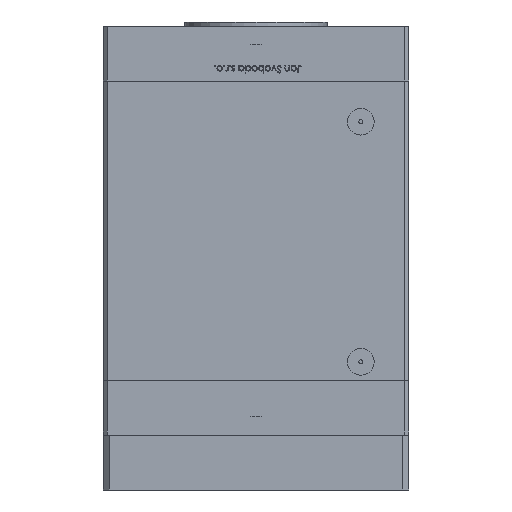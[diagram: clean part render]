
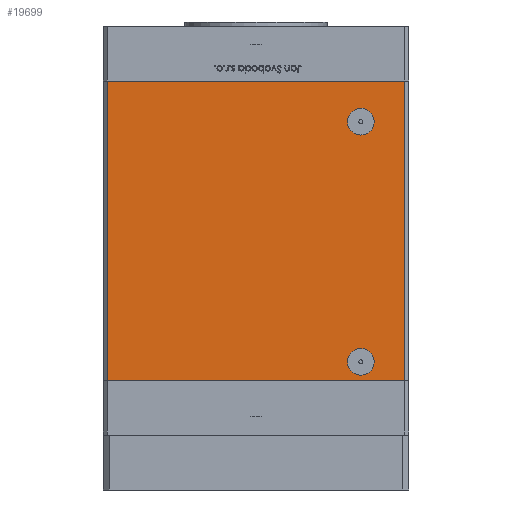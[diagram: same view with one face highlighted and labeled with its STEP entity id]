
A CAD part, front view. The second image highlights one B-rep face of the part: STEP entity #19699.
In plain terms, the highlighted planar face has unit normal (0, -1, 0).
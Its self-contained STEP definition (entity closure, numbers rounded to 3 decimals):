
#328 = DIRECTION ( 'NONE',  ( 0., 1., 0. ) ) ;
#2091 = VERTEX_POINT ( 'NONE', #9442 ) ;
#2318 = VECTOR ( 'NONE', #20696, 1000. ) ;
#3022 = CARTESIAN_POINT ( 'NONE',  ( -73., -62.5, 0. ) ) ;
#5285 = EDGE_LOOP ( 'NONE', ( #17856, #7903 ) ) ;
#5788 = CIRCLE ( 'NONE', #42925, 6.58 ) ;
#6077 = AXIS2_PLACEMENT_3D ( 'NONE', #52529, #41128, #32184 ) ;
#6765 = CIRCLE ( 'NONE', #7651, 6.58 ) ;
#7492 = FACE_BOUND ( 'NONE', #5285, .T. ) ;
#7508 = EDGE_CURVE ( 'NONE', #2091, #35586, #49778, .T. ) ;
#7599 = VECTOR ( 'NONE', #53042, 1000. ) ;
#7651 = AXIS2_PLACEMENT_3D ( 'NONE', #52534, #44653, #40334 ) ;
#7903 = ORIENTED_EDGE ( 'NONE', *, *, #34764, .T. ) ;
#8267 = CARTESIAN_POINT ( 'NONE',  ( 73., -62.5, 147. ) ) ;
#8451 = CARTESIAN_POINT ( 'NONE',  ( 51.5, -62.5, 127. ) ) ;
#8690 = ORIENTED_EDGE ( 'NONE', *, *, #7508, .F. ) ;
#9123 = CARTESIAN_POINT ( 'NONE',  ( 51.5, -62.5, 133.58 ) ) ;
#9442 = CARTESIAN_POINT ( 'NONE',  ( 73., -62.5, 147. ) ) ;
#13996 = ORIENTED_EDGE ( 'NONE', *, *, #42926, .T. ) ;
#13999 = CIRCLE ( 'NONE', #39151, 6.58 ) ;
#14211 = VERTEX_POINT ( 'NONE', #48911 ) ;
#16337 = VERTEX_POINT ( 'NONE', #53419 ) ;
#17209 = CARTESIAN_POINT ( 'NONE',  ( -73., -62.5, 147. ) ) ;
#17804 = VERTEX_POINT ( 'NONE', #9123 ) ;
#17856 = ORIENTED_EDGE ( 'NONE', *, *, #24362, .T. ) ;
#19699 = ADVANCED_FACE ( 'NONE', ( #48738, #23769, #7492 ), #40589, .F. ) ;
#19759 = EDGE_CURVE ( 'NONE', #37548, #2091, #42441, .T. ) ;
#20696 = DIRECTION ( 'NONE',  ( 0., 0., -1. ) ) ;
#21290 = DIRECTION ( 'NONE',  ( 1., 0., 0. ) ) ;
#21291 = DIRECTION ( 'NONE',  ( 0., 1., 0. ) ) ;
#22386 = CIRCLE ( 'NONE', #29327, 6.58 ) ;
#23562 = CARTESIAN_POINT ( 'NONE',  ( -73., -62.5, 147. ) ) ;
#23769 = FACE_OUTER_BOUND ( 'NONE', #36457, .T. ) ;
#24362 = EDGE_CURVE ( 'NONE', #16337, #17804, #13999, .T. ) ;
#27166 = ORIENTED_EDGE ( 'NONE', *, *, #38736, .T. ) ;
#27577 = LINE ( 'NONE', #44397, #43152 ) ;
#27642 = VERTEX_POINT ( 'NONE', #52076 ) ;
#28202 = CARTESIAN_POINT ( 'NONE',  ( 73., -62.5, 0. ) ) ;
#28910 = CARTESIAN_POINT ( 'NONE',  ( 51.5, -62.5, 127. ) ) ;
#29327 = AXIS2_PLACEMENT_3D ( 'NONE', #36851, #44701, #33045 ) ;
#30313 = VECTOR ( 'NONE', #21290, 1000. ) ;
#32184 = DIRECTION ( 'NONE',  ( 0., 0., 1. ) ) ;
#32878 = DIRECTION ( 'NONE',  ( 0., 0., -1. ) ) ;
#33045 = DIRECTION ( 'NONE',  ( 0., 0., -1. ) ) ;
#33263 = DIRECTION ( 'NONE',  ( 0., 0., -1. ) ) ;
#34764 = EDGE_CURVE ( 'NONE', #17804, #16337, #5788, .T. ) ;
#35586 = VERTEX_POINT ( 'NONE', #28202 ) ;
#36457 = EDGE_LOOP ( 'NONE', ( #13996, #8690, #45231, #27166 ) ) ;
#36851 = CARTESIAN_POINT ( 'NONE',  ( 51.5, -62.5, 9. ) ) ;
#37548 = VERTEX_POINT ( 'NONE', #23562 ) ;
#38055 = LINE ( 'NONE', #45398, #2318 ) ;
#38736 = EDGE_CURVE ( 'NONE', #37548, #53606, #38055, .T. ) ;
#39151 = AXIS2_PLACEMENT_3D ( 'NONE', #28910, #21291, #33263 ) ;
#40334 = DIRECTION ( 'NONE',  ( 0., 0., -1. ) ) ;
#40589 = PLANE ( 'NONE',  #6077 ) ;
#41128 = DIRECTION ( 'NONE',  ( 0., 1., 0. ) ) ;
#42441 = LINE ( 'NONE', #17209, #30313 ) ;
#42841 = EDGE_CURVE ( 'NONE', #14211, #27642, #6765, .T. ) ;
#42925 = AXIS2_PLACEMENT_3D ( 'NONE', #8451, #328, #32878 ) ;
#42926 = EDGE_CURVE ( 'NONE', #53606, #35586, #27577, .T. ) ;
#43152 = VECTOR ( 'NONE', #53068, 1000. ) ;
#44397 = CARTESIAN_POINT ( 'NONE',  ( -73., -62.5, 0. ) ) ;
#44653 = DIRECTION ( 'NONE',  ( 0., -1., 0. ) ) ;
#44701 = DIRECTION ( 'NONE',  ( 0., -1., 0. ) ) ;
#44856 = EDGE_CURVE ( 'NONE', #27642, #14211, #22386, .T. ) ;
#45231 = ORIENTED_EDGE ( 'NONE', *, *, #19759, .F. ) ;
#45398 = CARTESIAN_POINT ( 'NONE',  ( -73., -62.5, 147. ) ) ;
#47571 = EDGE_LOOP ( 'NONE', ( #50731, #50646 ) ) ;
#48738 = FACE_BOUND ( 'NONE', #47571, .T. ) ;
#48911 = CARTESIAN_POINT ( 'NONE',  ( 51.5, -62.5, 15.58 ) ) ;
#49778 = LINE ( 'NONE', #8267, #7599 ) ;
#50646 = ORIENTED_EDGE ( 'NONE', *, *, #42841, .F. ) ;
#50731 = ORIENTED_EDGE ( 'NONE', *, *, #44856, .F. ) ;
#52076 = CARTESIAN_POINT ( 'NONE',  ( 51.5, -62.5, 2.42 ) ) ;
#52529 = CARTESIAN_POINT ( 'NONE',  ( -73., -62.5, 147. ) ) ;
#52534 = CARTESIAN_POINT ( 'NONE',  ( 51.5, -62.5, 9. ) ) ;
#53042 = DIRECTION ( 'NONE',  ( 0., 0., -1. ) ) ;
#53068 = DIRECTION ( 'NONE',  ( 1., 0., 0. ) ) ;
#53419 = CARTESIAN_POINT ( 'NONE',  ( 51.5, -62.5, 120.42 ) ) ;
#53606 = VERTEX_POINT ( 'NONE', #3022 ) ;
